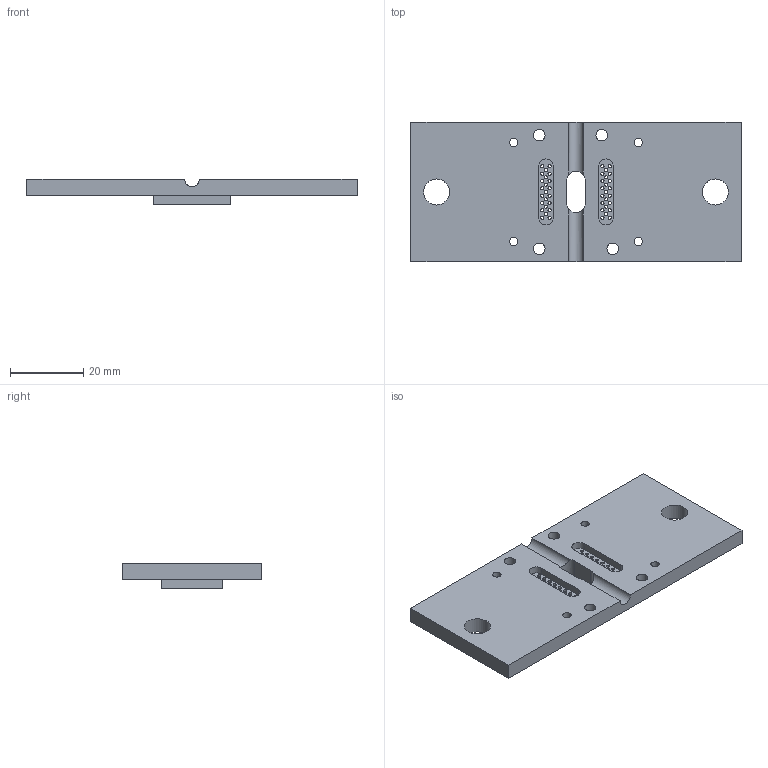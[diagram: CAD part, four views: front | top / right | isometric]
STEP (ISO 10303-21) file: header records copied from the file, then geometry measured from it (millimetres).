
FILE_DESCRIPTION(('FreeCAD Model'),'2;1');
FILE_NAME('probe_block_thumbscrews.step','2017-01-20T00:44:40',('Author'),(''), 'Open CASCADE STEP processor 6.8','FreeCAD','Unknown');
FILE_SCHEMA(('AUTOMOTIVE_DESIGN_CC2 { 1 2 10303 214 -1 1 5 4 }'));
Length unit declared in the file: millimetre
Products named in the file (1): thumbscrew_holes
Bounding box: 90 x 38 x 6.9 mm (x, y, z)
Volume: 14418.2 mm3; surface area: 9306.1 mm2
Topology: 1 solids, 1 shells, 94 faces, 264 edges, 176 vertices
Faces by surface type: cylinder 68, plane 26
Full cylindrical faces by diameter (mm): 0.88 x46, 2.26 x4, 3.137 x4, 7.112 x2
Entity records: 7306 total; most frequent: CARTESIAN_POINT 1913, DIRECTION 997, ORIENTED_EDGE 528, PCURVE 528, DEFINITIONAL_REPRESENTATION 528, LINE 486, VECTOR 486, EDGE_CURVE 264
